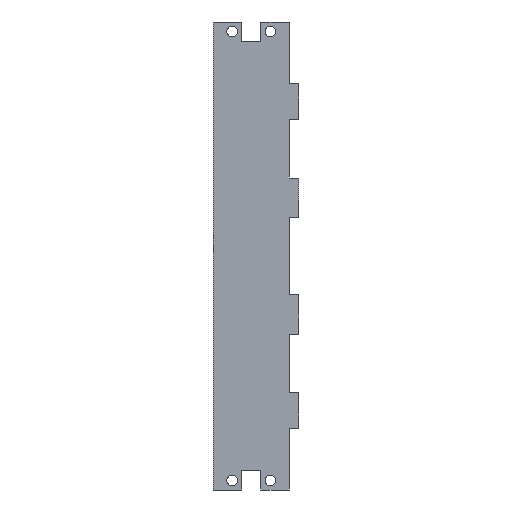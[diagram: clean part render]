
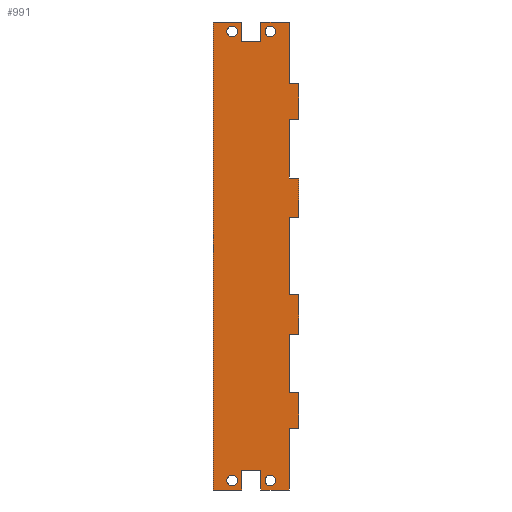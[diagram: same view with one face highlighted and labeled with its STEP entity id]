
A CAD part, left-side view. The second image highlights one B-rep face of the part: STEP entity #991.
In plain terms, the highlighted planar face has unit normal (-1, 0, 0).
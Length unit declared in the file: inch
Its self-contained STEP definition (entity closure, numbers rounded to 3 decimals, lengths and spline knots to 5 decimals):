
#45=FACE_BOUND('',#203,.T.);
#46=FACE_BOUND('',#204,.T.);
#47=FACE_BOUND('',#205,.T.);
#48=FACE_BOUND('',#206,.T.);
#62=CIRCLE('',#1073,0.069);
#63=CIRCLE('',#1074,0.069);
#64=CIRCLE('',#1075,0.069);
#65=CIRCLE('',#1076,0.069);
#141=FACE_OUTER_BOUND('',#202,.T.);
#202=EDGE_LOOP('',(#811,#812,#813,#814,#815,#816,#817,#818,#819,#820,#821,
#822,#823,#824,#825,#826,#827,#828,#829,#830,#831,#832,#833,#834,#835,#836,
#837,#838));
#203=EDGE_LOOP('',(#839));
#204=EDGE_LOOP('',(#840));
#205=EDGE_LOOP('',(#841));
#206=EDGE_LOOP('',(#842));
#236=LINE('',#1384,#342);
#242=LINE('',#1396,#348);
#243=LINE('',#1398,#349);
#246=LINE('',#1405,#352);
#252=LINE('',#1417,#358);
#253=LINE('',#1419,#359);
#256=LINE('',#1426,#362);
#262=LINE('',#1438,#368);
#263=LINE('',#1440,#369);
#266=LINE('',#1447,#372);
#272=LINE('',#1459,#378);
#273=LINE('',#1461,#379);
#275=LINE('',#1465,#381);
#280=LINE('',#1476,#386);
#281=LINE('',#1480,#387);
#284=LINE('',#1486,#390);
#285=LINE('',#1490,#391);
#289=LINE('',#1501,#395);
#293=LINE('',#1510,#399);
#296=LINE('',#1514,#402);
#299=LINE('',#1522,#405);
#302=LINE('',#1528,#408);
#306=LINE('',#1535,#412);
#307=LINE('',#1538,#413);
#311=LINE('',#1544,#417);
#314=LINE('',#1550,#420);
#317=LINE('',#1563,#423);
#318=LINE('',#1564,#424);
#342=VECTOR('',#1119,0.3937);
#348=VECTOR('',#1127,0.3937);
#349=VECTOR('',#1130,0.3937);
#352=VECTOR('',#1135,0.3937);
#358=VECTOR('',#1143,0.3937);
#359=VECTOR('',#1146,0.3937);
#362=VECTOR('',#1151,0.3937);
#368=VECTOR('',#1159,0.3937);
#369=VECTOR('',#1162,0.3937);
#372=VECTOR('',#1167,0.3937);
#378=VECTOR('',#1175,0.3937);
#379=VECTOR('',#1178,0.3937);
#381=VECTOR('',#1182,0.3937);
#386=VECTOR('',#1191,0.3937);
#387=VECTOR('',#1196,0.3937);
#390=VECTOR('',#1203,0.3937);
#391=VECTOR('',#1208,0.3937);
#395=VECTOR('',#1216,0.3937);
#399=VECTOR('',#1222,0.3937);
#402=VECTOR('',#1227,0.3937);
#405=VECTOR('',#1232,0.3937);
#408=VECTOR('',#1237,0.3937);
#412=VECTOR('',#1243,0.3937);
#413=VECTOR('',#1246,0.3937);
#417=VECTOR('',#1252,0.3937);
#420=VECTOR('',#1257,0.3937);
#423=VECTOR('',#1272,0.3937);
#424=VECTOR('',#1273,0.3937);
#447=VERTEX_POINT('',#1380);
#449=VERTEX_POINT('',#1383);
#452=VERTEX_POINT('',#1390);
#454=VERTEX_POINT('',#1394);
#455=VERTEX_POINT('',#1401);
#457=VERTEX_POINT('',#1404);
#460=VERTEX_POINT('',#1411);
#462=VERTEX_POINT('',#1415);
#463=VERTEX_POINT('',#1422);
#465=VERTEX_POINT('',#1425);
#468=VERTEX_POINT('',#1432);
#470=VERTEX_POINT('',#1436);
#471=VERTEX_POINT('',#1443);
#473=VERTEX_POINT('',#1446);
#476=VERTEX_POINT('',#1453);
#478=VERTEX_POINT('',#1457);
#479=VERTEX_POINT('',#1464);
#483=VERTEX_POINT('',#1474);
#490=VERTEX_POINT('',#1498);
#491=VERTEX_POINT('',#1500);
#494=VERTEX_POINT('',#1507);
#495=VERTEX_POINT('',#1509);
#498=VERTEX_POINT('',#1519);
#499=VERTEX_POINT('',#1521);
#501=VERTEX_POINT('',#1527);
#503=VERTEX_POINT('',#1533);
#504=VERTEX_POINT('',#1537);
#507=VERTEX_POINT('',#1548);
#512=VERTEX_POINT('',#1565);
#513=VERTEX_POINT('',#1567);
#514=VERTEX_POINT('',#1569);
#515=VERTEX_POINT('',#1571);
#539=EDGE_CURVE('',#447,#449,#236,.T.);
#545=EDGE_CURVE('',#452,#454,#242,.T.);
#546=EDGE_CURVE('',#449,#454,#243,.T.);
#549=EDGE_CURVE('',#455,#457,#246,.T.);
#555=EDGE_CURVE('',#460,#462,#252,.T.);
#556=EDGE_CURVE('',#457,#462,#253,.T.);
#559=EDGE_CURVE('',#463,#465,#256,.T.);
#565=EDGE_CURVE('',#468,#470,#262,.T.);
#566=EDGE_CURVE('',#465,#470,#263,.T.);
#569=EDGE_CURVE('',#471,#473,#266,.T.);
#575=EDGE_CURVE('',#476,#478,#272,.T.);
#576=EDGE_CURVE('',#473,#478,#273,.T.);
#578=EDGE_CURVE('',#476,#479,#275,.T.);
#584=EDGE_CURVE('',#483,#463,#280,.T.);
#586=EDGE_CURVE('',#460,#471,#281,.T.);
#590=EDGE_CURVE('',#468,#447,#284,.T.);
#592=EDGE_CURVE('',#452,#455,#285,.T.);
#597=EDGE_CURVE('',#491,#490,#289,.T.);
#601=EDGE_CURVE('',#495,#494,#293,.T.);
#604=EDGE_CURVE('',#490,#495,#296,.T.);
#607=EDGE_CURVE('',#499,#498,#299,.T.);
#610=EDGE_CURVE('',#501,#499,#302,.T.);
#614=EDGE_CURVE('',#498,#503,#306,.T.);
#615=EDGE_CURVE('',#504,#491,#307,.T.);
#619=EDGE_CURVE('',#494,#479,#311,.T.);
#622=EDGE_CURVE('',#503,#507,#314,.T.);
#629=EDGE_CURVE('',#483,#501,#317,.T.);
#630=EDGE_CURVE('',#504,#507,#318,.T.);
#631=EDGE_CURVE('',#512,#512,#62,.T.);
#632=EDGE_CURVE('',#513,#513,#63,.T.);
#633=EDGE_CURVE('',#514,#514,#64,.T.);
#634=EDGE_CURVE('',#515,#515,#65,.T.);
#811=ORIENTED_EDGE('',*,*,#601,.T.);
#812=ORIENTED_EDGE('',*,*,#619,.T.);
#813=ORIENTED_EDGE('',*,*,#578,.F.);
#814=ORIENTED_EDGE('',*,*,#575,.T.);
#815=ORIENTED_EDGE('',*,*,#576,.F.);
#816=ORIENTED_EDGE('',*,*,#569,.F.);
#817=ORIENTED_EDGE('',*,*,#586,.F.);
#818=ORIENTED_EDGE('',*,*,#555,.T.);
#819=ORIENTED_EDGE('',*,*,#556,.F.);
#820=ORIENTED_EDGE('',*,*,#549,.F.);
#821=ORIENTED_EDGE('',*,*,#592,.F.);
#822=ORIENTED_EDGE('',*,*,#545,.T.);
#823=ORIENTED_EDGE('',*,*,#546,.F.);
#824=ORIENTED_EDGE('',*,*,#539,.F.);
#825=ORIENTED_EDGE('',*,*,#590,.F.);
#826=ORIENTED_EDGE('',*,*,#565,.T.);
#827=ORIENTED_EDGE('',*,*,#566,.F.);
#828=ORIENTED_EDGE('',*,*,#559,.F.);
#829=ORIENTED_EDGE('',*,*,#584,.F.);
#830=ORIENTED_EDGE('',*,*,#629,.T.);
#831=ORIENTED_EDGE('',*,*,#610,.T.);
#832=ORIENTED_EDGE('',*,*,#607,.T.);
#833=ORIENTED_EDGE('',*,*,#614,.T.);
#834=ORIENTED_EDGE('',*,*,#622,.T.);
#835=ORIENTED_EDGE('',*,*,#630,.F.);
#836=ORIENTED_EDGE('',*,*,#615,.T.);
#837=ORIENTED_EDGE('',*,*,#597,.T.);
#838=ORIENTED_EDGE('',*,*,#604,.T.);
#839=ORIENTED_EDGE('',*,*,#631,.T.);
#840=ORIENTED_EDGE('',*,*,#632,.T.);
#841=ORIENTED_EDGE('',*,*,#633,.T.);
#842=ORIENTED_EDGE('',*,*,#634,.T.);
#961=PLANE('',#1072);
#991=ADVANCED_FACE('',(#141,#45,#46,#47,#48),#961,.T.);
#1072=AXIS2_PLACEMENT_3D('',#1562,#1270,#1271);
#1073=AXIS2_PLACEMENT_3D('',#1566,#1274,#1275);
#1074=AXIS2_PLACEMENT_3D('',#1568,#1276,#1277);
#1075=AXIS2_PLACEMENT_3D('',#1570,#1278,#1279);
#1076=AXIS2_PLACEMENT_3D('',#1572,#1280,#1281);
#1119=DIRECTION('',(0.,-1.,0.));
#1127=DIRECTION('',(0.,-1.,0.));
#1130=DIRECTION('',(0.,0.,-1.));
#1135=DIRECTION('',(0.,-1.,0.));
#1143=DIRECTION('',(0.,-1.,0.));
#1146=DIRECTION('',(0.,0.,-1.));
#1151=DIRECTION('',(0.,-1.,0.));
#1159=DIRECTION('',(0.,-1.,0.));
#1162=DIRECTION('',(0.,0.,-1.));
#1167=DIRECTION('',(0.,-1.,0.));
#1175=DIRECTION('',(0.,-1.,0.));
#1178=DIRECTION('',(0.,0.,-1.));
#1182=DIRECTION('',(0.,0.,-1.));
#1191=DIRECTION('',(0.,0.,-1.));
#1196=DIRECTION('',(0.,0.,-1.));
#1203=DIRECTION('',(0.,0.,-1.));
#1208=DIRECTION('',(0.,0.,-1.));
#1216=DIRECTION('',(0.,0.,1.));
#1222=DIRECTION('',(0.,0.,-1.));
#1227=DIRECTION('',(0.,-1.,0.));
#1232=DIRECTION('',(0.,1.,0.));
#1237=DIRECTION('',(0.,0.,-1.));
#1243=DIRECTION('',(0.,0.,1.));
#1246=DIRECTION('',(0.,-1.,0.));
#1252=DIRECTION('',(0.,-1.,0.));
#1257=DIRECTION('',(0.,1.,0.));
#1270=DIRECTION('center_axis',(-1.,0.,0.));
#1271=DIRECTION('ref_axis',(0.,0.,1.));
#1272=DIRECTION('',(0.,1.,0.));
#1273=DIRECTION('',(0.,0.,1.));
#1274=DIRECTION('center_axis',(1.,0.,0.));
#1275=DIRECTION('ref_axis',(0.,0.,1.));
#1276=DIRECTION('center_axis',(1.,0.,0.));
#1277=DIRECTION('ref_axis',(0.,0.,1.));
#1278=DIRECTION('center_axis',(1.,0.,0.));
#1279=DIRECTION('ref_axis',(0.,0.,1.));
#1280=DIRECTION('center_axis',(1.,0.,0.));
#1281=DIRECTION('ref_axis',(0.,0.,1.));
#1380=CARTESIAN_POINT('',(-0.25,0.,0.45916));
#1383=CARTESIAN_POINT('',(-0.25,-0.125,0.45916));
#1384=CARTESIAN_POINT('',(-0.25,0.,0.45916));
#1390=CARTESIAN_POINT('',(-0.25,0.,-0.05105));
#1394=CARTESIAN_POINT('',(-0.25,-0.125,-0.05105));
#1396=CARTESIAN_POINT('',(-0.25,0.,-0.05105));
#1398=CARTESIAN_POINT('',(-0.25,-0.125,2.5));
#1401=CARTESIAN_POINT('',(-0.25,0.,-1.07147));
#1404=CARTESIAN_POINT('',(-0.25,-0.125,-1.07147));
#1405=CARTESIAN_POINT('',(-0.25,0.,-1.07147));
#1411=CARTESIAN_POINT('',(-0.25,0.,-1.58168));
#1415=CARTESIAN_POINT('',(-0.25,-0.125,-1.58168));
#1417=CARTESIAN_POINT('',(-0.25,0.,-1.58168));
#1419=CARTESIAN_POINT('',(-0.25,-0.125,2.5));
#1422=CARTESIAN_POINT('',(-0.25,0.,1.69302));
#1425=CARTESIAN_POINT('',(-0.25,-0.125,1.69302));
#1426=CARTESIAN_POINT('',(-0.25,0.,1.69302));
#1432=CARTESIAN_POINT('',(-0.25,0.,1.22447));
#1436=CARTESIAN_POINT('',(-0.25,-0.125,1.22447));
#1438=CARTESIAN_POINT('',(-0.25,0.,1.22447));
#1440=CARTESIAN_POINT('',(-0.25,-0.125,2.5));
#1443=CARTESIAN_POINT('',(-0.25,0.,-2.347));
#1446=CARTESIAN_POINT('',(-0.25,-0.125,-2.347));
#1447=CARTESIAN_POINT('',(-0.25,0.,-2.347));
#1453=CARTESIAN_POINT('',(-0.25,0.,-2.81554));
#1457=CARTESIAN_POINT('',(-0.25,-0.125,-2.81554));
#1459=CARTESIAN_POINT('',(-0.25,0.,-2.81554));
#1461=CARTESIAN_POINT('',(-0.25,-0.125,2.5));
#1464=CARTESIAN_POINT('',(-0.25,0.,-3.62253));
#1465=CARTESIAN_POINT('',(-0.25,0.,-0.56126));
#1474=CARTESIAN_POINT('',(-0.25,0.,2.5));
#1476=CARTESIAN_POINT('',(-0.25,0.,-0.56126));
#1480=CARTESIAN_POINT('',(-0.25,0.,-0.56126));
#1486=CARTESIAN_POINT('',(-0.25,0.,-0.56126));
#1490=CARTESIAN_POINT('',(-0.25,0.,-0.56126));
#1498=CARTESIAN_POINT('',(-0.25,0.625,-3.37253));
#1500=CARTESIAN_POINT('',(-0.25,0.625,-3.62253));
#1501=CARTESIAN_POINT('',(-0.25,0.625,-3.62253));
#1507=CARTESIAN_POINT('',(-0.25,0.375,-3.62253));
#1509=CARTESIAN_POINT('',(-0.25,0.375,-3.37253));
#1510=CARTESIAN_POINT('',(-0.25,0.375,-3.49753));
#1514=CARTESIAN_POINT('',(-0.25,0.3125,-3.37253));
#1519=CARTESIAN_POINT('',(-0.25,0.625,2.25));
#1521=CARTESIAN_POINT('',(-0.25,0.375,2.25));
#1522=CARTESIAN_POINT('',(-0.25,0.1875,2.25));
#1527=CARTESIAN_POINT('',(-0.25,0.375,2.5));
#1528=CARTESIAN_POINT('',(-0.25,0.375,-0.56126));
#1533=CARTESIAN_POINT('',(-0.25,0.625,2.5));
#1535=CARTESIAN_POINT('',(-0.25,0.625,-0.68626));
#1537=CARTESIAN_POINT('',(-0.25,1.,-3.62253));
#1538=CARTESIAN_POINT('',(-0.25,0.,-3.62253));
#1544=CARTESIAN_POINT('',(-0.25,0.,-3.62253));
#1548=CARTESIAN_POINT('',(-0.25,1.,2.5));
#1550=CARTESIAN_POINT('',(-0.25,0.,2.5));
#1562=CARTESIAN_POINT('Origin',(-0.25,0.,-3.62253));
#1563=CARTESIAN_POINT('',(-0.25,0.,2.5));
#1564=CARTESIAN_POINT('',(-0.25,1.,-3.62253));
#1565=CARTESIAN_POINT('',(-0.25,0.25,2.306));
#1566=CARTESIAN_POINT('Origin',(-0.25,0.25,2.375));
#1567=CARTESIAN_POINT('',(-0.25,0.75,-3.56653));
#1568=CARTESIAN_POINT('Origin',(-0.25,0.75,-3.49753));
#1569=CARTESIAN_POINT('',(-0.25,0.25,-3.56653));
#1570=CARTESIAN_POINT('Origin',(-0.25,0.25,-3.49753));
#1571=CARTESIAN_POINT('',(-0.25,0.75,2.306));
#1572=CARTESIAN_POINT('Origin',(-0.25,0.75,2.375));
